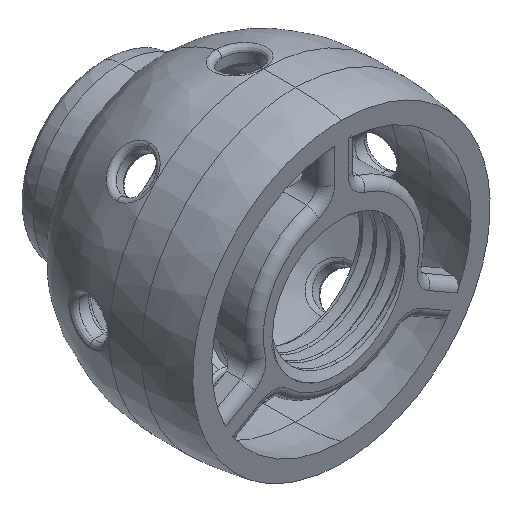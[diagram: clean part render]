
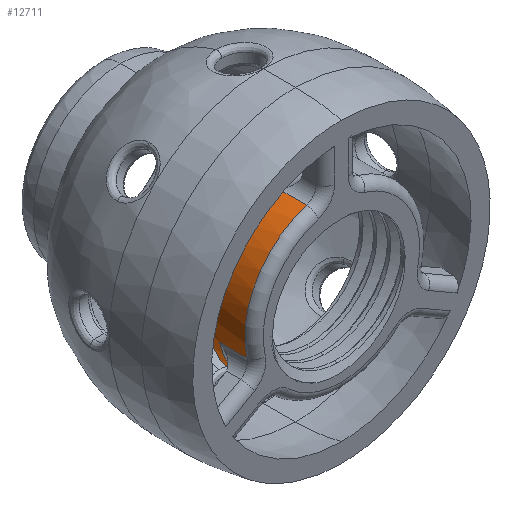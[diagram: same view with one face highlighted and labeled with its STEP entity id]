
A CAD part, isometric view. The second image highlights one B-rep face of the part: STEP entity #12711.
In plain terms, the highlighted cylindrical face has radius 19 mm (diameter 38 mm), a partial arc.
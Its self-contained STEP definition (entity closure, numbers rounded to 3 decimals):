
#122 = AXIS2_PLACEMENT_3D ( 'NONE', #19334, #7203, #5485 ) ;
#168 = CARTESIAN_POINT ( 'NONE',  ( 0., 6., -19. ) ) ;
#184 = DIRECTION ( 'NONE',  ( 0., 0., -1. ) ) ;
#681 = EDGE_CURVE ( 'NONE', #7739, #11031, #18581, .T. ) ;
#906 = ORIENTED_EDGE ( 'NONE', *, *, #8443, .T. ) ;
#1037 = CYLINDRICAL_SURFACE ( 'NONE', #122, 19. ) ;
#1149 = VERTEX_POINT ( 'NONE', #14128 ) ;
#1274 = EDGE_CURVE ( 'NONE', #8231, #9397, #9969, .T. ) ;
#1313 = DIRECTION ( 'NONE',  ( 0., -1., 0. ) ) ;
#1730 = CIRCLE ( 'NONE', #7867, 19. ) ;
#1772 = ORIENTED_EDGE ( 'NONE', *, *, #6977, .T. ) ;
#1796 = ORIENTED_EDGE ( 'NONE', *, *, #681, .F. ) ;
#2017 = AXIS2_PLACEMENT_3D ( 'NONE', #10897, #12514, #184 ) ;
#2145 = CARTESIAN_POINT ( 'NONE',  ( -12.913, -2., -13.937 ) ) ;
#2450 = DIRECTION ( 'NONE',  ( 0., 0., 1. ) ) ;
#2543 = DIRECTION ( 'NONE',  ( 0., 1., 0. ) ) ;
#3916 = DIRECTION ( 'NONE',  ( 0., 0., -1. ) ) ;
#3970 = DIRECTION ( 'NONE',  ( 0., 1., 0. ) ) ;
#3988 = ORIENTED_EDGE ( 'NONE', *, *, #1274, .T. ) ;
#4533 = ORIENTED_EDGE ( 'NONE', *, *, #12656, .T. ) ;
#5001 = EDGE_LOOP ( 'NONE', ( #1796, #19672, #12741, #3988, #16151, #4533, #906, #13601, #8036, #1772 ) ) ;
#5485 = DIRECTION ( 'NONE',  ( 0., 0., -1. ) ) ;
#5843 = LINE ( 'NONE', #7264, #5858 ) ;
#5858 = VECTOR ( 'NONE', #14850, 1000. ) ;
#5884 = AXIS2_PLACEMENT_3D ( 'NONE', #14715, #14619, #18046 ) ;
#5908 = CIRCLE ( 'NONE', #10765, 19. ) ;
#5970 = EDGE_CURVE ( 'NONE', #12308, #8231, #8997, .T. ) ;
#6016 = DIRECTION ( 'NONE',  ( 0., 1., 0. ) ) ;
#6542 = CIRCLE ( 'NONE', #5884, 19. ) ;
#6558 = CARTESIAN_POINT ( 'NONE',  ( -5.614, -2., 18.152 ) ) ;
#6977 = EDGE_CURVE ( 'NONE', #1149, #11031, #6542, .T. ) ;
#7006 = FACE_OUTER_BOUND ( 'NONE', #5001, .T. ) ;
#7203 = DIRECTION ( 'NONE',  ( 0., -1., 0. ) ) ;
#7264 = CARTESIAN_POINT ( 'NONE',  ( -5.614, 1., 18.152 ) ) ;
#7585 = EDGE_CURVE ( 'NONE', #19901, #12107, #8466, .T. ) ;
#7739 = VERTEX_POINT ( 'NONE', #8750 ) ;
#7762 = CARTESIAN_POINT ( 'NONE',  ( -12.913, 4., -13.937 ) ) ;
#7867 = AXIS2_PLACEMENT_3D ( 'NONE', #13463, #3970, #2450 ) ;
#8036 = ORIENTED_EDGE ( 'NONE', *, *, #19382, .T. ) ;
#8231 = VERTEX_POINT ( 'NONE', #13034 ) ;
#8443 = EDGE_CURVE ( 'NONE', #17590, #19901, #13634, .T. ) ;
#8466 = CIRCLE ( 'NONE', #2017, 19. ) ;
#8750 = CARTESIAN_POINT ( 'NONE',  ( 0., 6., 19. ) ) ;
#8997 = LINE ( 'NONE', #15165, #14605 ) ;
#9286 = DIRECTION ( 'NONE',  ( 0., -1., 0. ) ) ;
#9397 = VERTEX_POINT ( 'NONE', #2145 ) ;
#9969 = CIRCLE ( 'NONE', #12212, 19. ) ;
#10765 = AXIS2_PLACEMENT_3D ( 'NONE', #19626, #2543, #16207 ) ;
#10897 = CARTESIAN_POINT ( 'NONE',  ( 0., -2., 0. ) ) ;
#11031 = VERTEX_POINT ( 'NONE', #12347 ) ;
#12107 = VERTEX_POINT ( 'NONE', #6558 ) ;
#12212 = AXIS2_PLACEMENT_3D ( 'NONE', #16150, #14832, #3916 ) ;
#12308 = VERTEX_POINT ( 'NONE', #168 ) ;
#12347 = CARTESIAN_POINT ( 'NONE',  ( 0., 4., 19. ) ) ;
#12471 = EDGE_CURVE ( 'NONE', #12308, #7739, #5908, .T. ) ;
#12514 = DIRECTION ( 'NONE',  ( 0., 1., 0. ) ) ;
#12656 = EDGE_CURVE ( 'NONE', #16861, #17590, #1730, .T. ) ;
#12711 = ADVANCED_FACE ( 'NONE', ( #7006 ), #1037, .T. ) ;
#12741 = ORIENTED_EDGE ( 'NONE', *, *, #5970, .T. ) ;
#13034 = CARTESIAN_POINT ( 'NONE',  ( 0., -2., -19. ) ) ;
#13409 = CARTESIAN_POINT ( 'NONE',  ( -12.913, 1., -13.937 ) ) ;
#13463 = CARTESIAN_POINT ( 'NONE',  ( 0., 4., 0. ) ) ;
#13601 = ORIENTED_EDGE ( 'NONE', *, *, #7585, .T. ) ;
#13634 = LINE ( 'NONE', #13834, #19448 ) ;
#13834 = CARTESIAN_POINT ( 'NONE',  ( -18.527, 1., -4.214 ) ) ;
#13937 = DIRECTION ( 'NONE',  ( 0., -1., 0. ) ) ;
#14128 = CARTESIAN_POINT ( 'NONE',  ( -5.614, 4., 18.152 ) ) ;
#14605 = VECTOR ( 'NONE', #1313, 1000. ) ;
#14619 = DIRECTION ( 'NONE',  ( 0., 1., 0. ) ) ;
#14715 = CARTESIAN_POINT ( 'NONE',  ( 0., 4., 0. ) ) ;
#14802 = VECTOR ( 'NONE', #9286, 1000. ) ;
#14832 = DIRECTION ( 'NONE',  ( 0., 1., 0. ) ) ;
#14850 = DIRECTION ( 'NONE',  ( 0., 1., 0. ) ) ;
#15165 = CARTESIAN_POINT ( 'NONE',  ( 0., 1., -19. ) ) ;
#15549 = CARTESIAN_POINT ( 'NONE',  ( 0., 1., 19. ) ) ;
#15724 = CARTESIAN_POINT ( 'NONE',  ( -18.527, -2., -4.214 ) ) ;
#16150 = CARTESIAN_POINT ( 'NONE',  ( 0., -2., 0. ) ) ;
#16151 = ORIENTED_EDGE ( 'NONE', *, *, #17621, .T. ) ;
#16207 = DIRECTION ( 'NONE',  ( 0., 0., 1. ) ) ;
#16861 = VERTEX_POINT ( 'NONE', #7762 ) ;
#17165 = VECTOR ( 'NONE', #6016, 1000. ) ;
#17590 = VERTEX_POINT ( 'NONE', #19867 ) ;
#17621 = EDGE_CURVE ( 'NONE', #9397, #16861, #19573, .T. ) ;
#18046 = DIRECTION ( 'NONE',  ( 0., 0., 1. ) ) ;
#18581 = LINE ( 'NONE', #15549, #14802 ) ;
#19334 = CARTESIAN_POINT ( 'NONE',  ( 0., 1., 0. ) ) ;
#19382 = EDGE_CURVE ( 'NONE', #12107, #1149, #5843, .T. ) ;
#19448 = VECTOR ( 'NONE', #13937, 1000. ) ;
#19573 = LINE ( 'NONE', #13409, #17165 ) ;
#19626 = CARTESIAN_POINT ( 'NONE',  ( 0., 6., 0. ) ) ;
#19672 = ORIENTED_EDGE ( 'NONE', *, *, #12471, .F. ) ;
#19867 = CARTESIAN_POINT ( 'NONE',  ( -18.527, 4., -4.214 ) ) ;
#19901 = VERTEX_POINT ( 'NONE', #15724 ) ;
